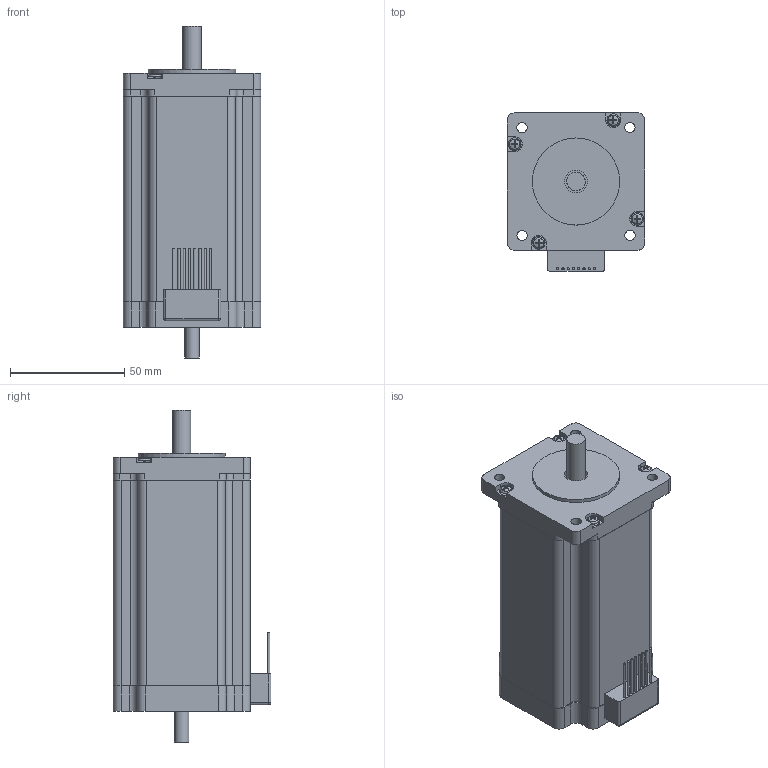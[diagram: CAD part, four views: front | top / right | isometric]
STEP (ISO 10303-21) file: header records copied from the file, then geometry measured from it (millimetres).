
FILE_DESCRIPTION(/* description */ (''),/* implementation_level */ '2;1');
FILE_NAME(/* name */ 'ST6018D4508-B-.stp',/* time_stamp */ '2023-10-18T10:51:12+02:00',/* author */ ('angelika.schneid'),/* organization */ (''),/* preprocessor_version */ 'ST-DEVELOPER v18.1',/* originating_system */ 'Autodesk Inventor 2021',/* authorisation */ '');
FILE_SCHEMA (('AUTOMOTIVE_DESIGN { 1 0 10303 214 3 1 1 }'));
Length unit declared in the file: millimetre
Products named in the file (1): ST6018D...-B
Bounding box: 60.06 x 69.04 x 145.1 mm (x, y, z)
Volume: 358876.4 mm3; surface area: 51704.6 mm2
Topology: 16 solids, 16 shells, 286 faces, 722 edges, 476 vertices
Faces by surface type: plane 126, cylinder 82, cone 48, torus 24, sphere 6
Full cylindrical faces by diameter (mm): 1 x8, 2.013 x2, 2.729 x4, 3 x8, 4.5 x4, 6.35 x2, 8 x2, 10 x2, 38.1 x1
Entity records: 9496 total; most frequent: CARTESIAN_POINT 2185, DIRECTION 1484, ORIENTED_EDGE 1436, EDGE_CURVE 718, AXIS2_PLACEMENT_3D 575, VERTEX_POINT 476, LINE 334, VECTOR 334
